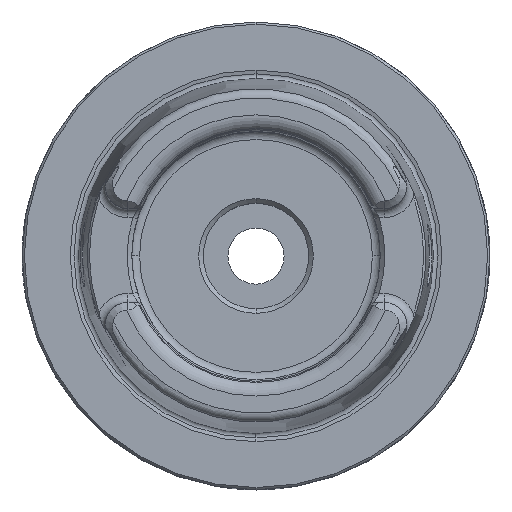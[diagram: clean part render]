
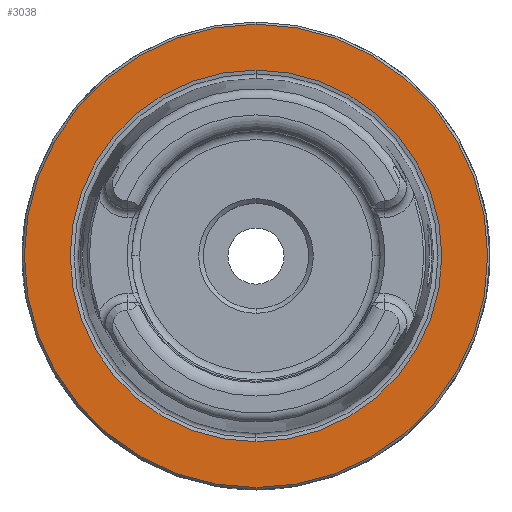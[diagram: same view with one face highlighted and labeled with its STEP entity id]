
A CAD part, top view. The second image highlights one B-rep face of the part: STEP entity #3038.
In plain terms, the highlighted planar face has unit normal (0, 0, 1).
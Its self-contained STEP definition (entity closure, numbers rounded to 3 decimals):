
#1926=VERTEX_POINT('NONE',#5686);
#2398=VERTEX_POINT('NONE',#6206);
#2430=EDGE_CURVE('NONE',#4610,#3336,#6242,.T.);
#3038=ADVANCED_FACE('NONE',(#6911,#6912),#6913,.F.);
#3336=VERTEX_POINT('NONE',#7248);
#3456=EDGE_CURVE('NONE',#2398,#1926,#7377,.F.);
#3656=EDGE_CURVE('NONE',#3336,#4610,#7599,.T.);
#4610=VERTEX_POINT('NONE',#8643);
#5246=EDGE_CURVE('NONE',#1926,#2398,#9346,.T.);
#5686=CARTESIAN_POINT('',(0.,-39.697,0.));
#6206=CARTESIAN_POINT('',(0.,39.697,0.));
#6242=CIRCLE('',#11086,49.495);
#6911=FACE_OUTER_BOUND('',#12779,.T.);
#6912=FACE_BOUND('',#12780,.T.);
#6913=PLANE('',#12781);
#7248=CARTESIAN_POINT('',(0.,49.495,0.));
#7377=CIRCLE('',#14028,39.697);
#7599=CIRCLE('',#14669,49.495);
#8643=CARTESIAN_POINT('',(0.,-49.495,0.));
#9346=CIRCLE('',#18636,39.697);
#11086=AXIS2_PLACEMENT_3D('',#20320,#20321,#20322);
#12779=EDGE_LOOP('',(#21009,#21010));
#12780=EDGE_LOOP('',(#21011,#21012));
#12781=AXIS2_PLACEMENT_3D('',#21013,#21014,#21015);
#14028=AXIS2_PLACEMENT_3D('',#21563,#21564,#21565);
#14669=AXIS2_PLACEMENT_3D('',#21821,#21822,#21823);
#18636=AXIS2_PLACEMENT_3D('',#23779,#23780,#23781);
#20320=CARTESIAN_POINT('',(0.,0.,0.));
#20321=DIRECTION('',(0.0,0.0,1.0));
#20322=DIRECTION('',(0.,-1.0,0.0));
#21009=ORIENTED_EDGE('',*,*,#2430,.T.);
#21010=ORIENTED_EDGE('',*,*,#3656,.T.);
#21011=ORIENTED_EDGE('',*,*,#3456,.F.);
#21012=ORIENTED_EDGE('',*,*,#5246,.F.);
#21013=CARTESIAN_POINT('',(0.,-38.483,0.));
#21014=DIRECTION('',(-0.0,0.0,-1.0));
#21015=DIRECTION('',(0.,-1.0,0.0));
#21563=CARTESIAN_POINT('',(0.,0.,0.));
#21564=DIRECTION('',(0.0,0.0,-1.0));
#21565=DIRECTION('',(0.,1.0,0.0));
#21821=CARTESIAN_POINT('',(0.,0.,0.));
#21822=DIRECTION('',(0.0,0.0,1.0));
#21823=DIRECTION('',(0.,-1.0,0.0));
#23779=CARTESIAN_POINT('',(0.,0.,0.));
#23780=DIRECTION('',(0.0,-0.0,1.0));
#23781=DIRECTION('',(0.,1.0,0.0));
